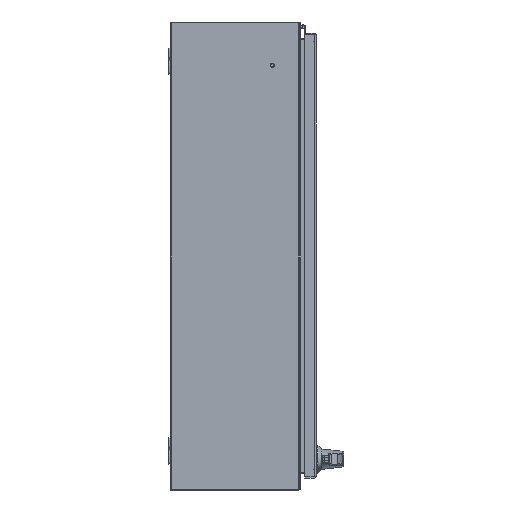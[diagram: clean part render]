
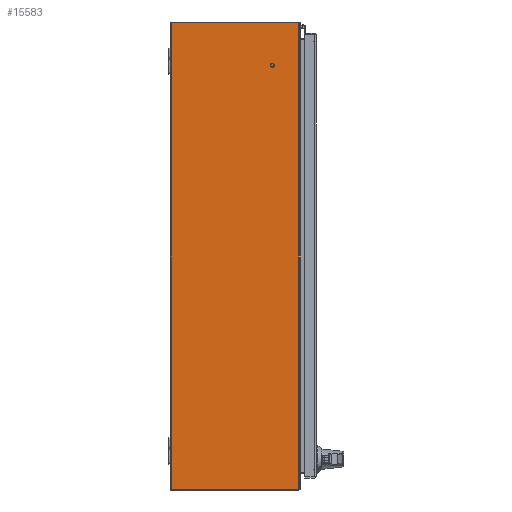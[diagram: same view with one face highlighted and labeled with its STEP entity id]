
A CAD part, front view. The second image highlights one B-rep face of the part: STEP entity #15583.
In plain terms, the highlighted face is planar.
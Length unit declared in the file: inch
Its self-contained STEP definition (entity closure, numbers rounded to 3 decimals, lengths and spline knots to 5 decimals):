
#554 = DIRECTION ( 'NONE',  ( 0., 1., 0. ) ) ;
#1055 = CARTESIAN_POINT ( 'NONE',  ( 17.928, -9.892, -24. ) ) ;
#4928 = VECTOR ( 'NONE', #108918, 39.37008 ) ;
#7962 = FACE_OUTER_BOUND ( 'NONE', #109196, .T. ) ;
#14916 = VERTEX_POINT ( 'NONE', #1055 ) ;
#15583 = ADVANCED_FACE ( 'NONE', ( #7962 ), #99331, .F. ) ;
#18920 = CARTESIAN_POINT ( 'NONE',  ( -17.928, -0.072, -24. ) ) ;
#20149 = DIRECTION ( 'NONE',  ( 0., -1., 0. ) ) ;
#20732 = VERTEX_POINT ( 'NONE', #53894 ) ;
#21280 = EDGE_CURVE ( 'NONE', #28067, #20732, #32972, .T. ) ;
#21415 = CARTESIAN_POINT ( 'NONE',  ( -17.928, -9.892, -24. ) ) ;
#21546 = DIRECTION ( 'NONE',  ( 0., 0., 1. ) ) ;
#26382 = EDGE_CURVE ( 'NONE', #73310, #14916, #40824, .T. ) ;
#27793 = ORIENTED_EDGE ( 'NONE', *, *, #40102, .F. ) ;
#28067 = VERTEX_POINT ( 'NONE', #21415 ) ;
#32791 = VECTOR ( 'NONE', #34619, 39.37008 ) ;
#32972 = LINE ( 'NONE', #18920, #83833 ) ;
#34619 = DIRECTION ( 'NONE',  ( 1., 0., 0. ) ) ;
#40102 = EDGE_CURVE ( 'NONE', #73310, #20732, #92677, .T. ) ;
#40824 = LINE ( 'NONE', #99047, #55841 ) ;
#46766 = CARTESIAN_POINT ( 'NONE',  ( 17.928, -0.108, -24. ) ) ;
#53894 = CARTESIAN_POINT ( 'NONE',  ( -17.928, -0.108, -24. ) ) ;
#55841 = VECTOR ( 'NONE', #20149, 39.37008 ) ;
#56296 = CARTESIAN_POINT ( 'NONE',  ( -17.928, 0., -24. ) ) ;
#56531 = CARTESIAN_POINT ( 'NONE',  ( 17.928, -0.108, -24. ) ) ;
#57007 = EDGE_CURVE ( 'NONE', #28067, #14916, #84932, .T. ) ;
#60432 = ORIENTED_EDGE ( 'NONE', *, *, #21280, .T. ) ;
#69462 = CARTESIAN_POINT ( 'NONE',  ( -17.928, -9.892, -24. ) ) ;
#73310 = VERTEX_POINT ( 'NONE', #56531 ) ;
#83833 = VECTOR ( 'NONE', #554, 39.37008 ) ;
#84388 = AXIS2_PLACEMENT_3D ( 'NONE', #56296, #21546, #108500 ) ;
#84932 = LINE ( 'NONE', #69462, #32791 ) ;
#89304 = ORIENTED_EDGE ( 'NONE', *, *, #26382, .T. ) ;
#92677 = LINE ( 'NONE', #46766, #4928 ) ;
#94579 = ORIENTED_EDGE ( 'NONE', *, *, #57007, .F. ) ;
#99047 = CARTESIAN_POINT ( 'NONE',  ( 17.928, -0.072, -24. ) ) ;
#99331 = PLANE ( 'NONE',  #84388 ) ;
#108500 = DIRECTION ( 'NONE',  ( 0., -1., 0. ) ) ;
#108918 = DIRECTION ( 'NONE',  ( -1., 0., 0. ) ) ;
#109196 = EDGE_LOOP ( 'NONE', ( #94579, #60432, #27793, #89304 ) ) ;
